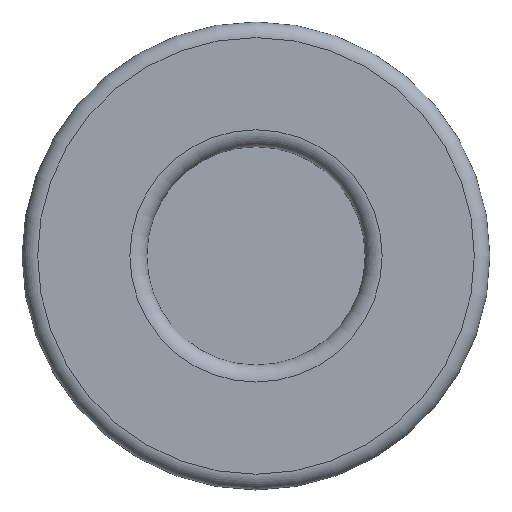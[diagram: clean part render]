
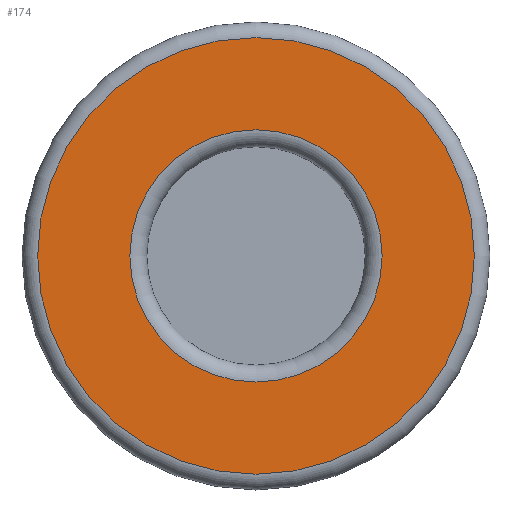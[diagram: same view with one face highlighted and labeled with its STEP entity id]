
A CAD part, top view. The second image highlights one B-rep face of the part: STEP entity #174.
In plain terms, the highlighted planar face has unit normal (0, 0, 1).
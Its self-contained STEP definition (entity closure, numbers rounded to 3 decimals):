
#16=FACE_BOUND('',#50,.T.);
#19=PLANE('',#225);
#38=FACE_OUTER_BOUND('',#49,.T.);
#49=EDGE_LOOP('',(#157,#158));
#50=EDGE_LOOP('',(#159,#160));
#52=CIRCLE('',#197,8.086);
#53=CIRCLE('',#198,8.086);
#57=CIRCLE('',#203,14.);
#58=CIRCLE('',#204,14.);
#73=VERTEX_POINT('',#296);
#74=VERTEX_POINT('',#297);
#77=VERTEX_POINT('',#306);
#78=VERTEX_POINT('',#307);
#91=EDGE_CURVE('',#73,#74,#52,.T.);
#92=EDGE_CURVE('',#74,#73,#53,.T.);
#96=EDGE_CURVE('',#77,#78,#57,.T.);
#97=EDGE_CURVE('',#78,#77,#58,.T.);
#157=ORIENTED_EDGE('',*,*,#96,.T.);
#158=ORIENTED_EDGE('',*,*,#97,.T.);
#159=ORIENTED_EDGE('',*,*,#91,.T.);
#160=ORIENTED_EDGE('',*,*,#92,.T.);
#174=ADVANCED_FACE('',(#38,#16),#19,.T.);
#197=AXIS2_PLACEMENT_3D('',#298,#231,#232);
#198=AXIS2_PLACEMENT_3D('',#299,#233,#234);
#203=AXIS2_PLACEMENT_3D('',#308,#243,#244);
#204=AXIS2_PLACEMENT_3D('',#309,#245,#246);
#225=AXIS2_PLACEMENT_3D('',#345,#290,#291);
#231=DIRECTION('center_axis',(0.,0.,-1.));
#232=DIRECTION('ref_axis',(0.,1.,0.));
#233=DIRECTION('center_axis',(0.,0.,-1.));
#234=DIRECTION('ref_axis',(0.,1.,0.));
#243=DIRECTION('center_axis',(0.,0.,1.));
#244=DIRECTION('ref_axis',(0.,-1.,0.));
#245=DIRECTION('center_axis',(0.,0.,1.));
#246=DIRECTION('ref_axis',(0.,-1.,0.));
#290=DIRECTION('center_axis',(0.,0.,1.));
#291=DIRECTION('ref_axis',(0.,-1.,0.));
#296=CARTESIAN_POINT('',(0.,8.086,7.));
#297=CARTESIAN_POINT('',(0.,-8.086,7.));
#298=CARTESIAN_POINT('Origin',(0.,0.,7.));
#299=CARTESIAN_POINT('Origin',(0.,0.,7.));
#306=CARTESIAN_POINT('',(0.,-14.,7.));
#307=CARTESIAN_POINT('',(0.,14.,7.));
#308=CARTESIAN_POINT('Origin',(0.,0.,7.));
#309=CARTESIAN_POINT('Origin',(0.,0.,7.));
#345=CARTESIAN_POINT('Origin',(15.,0.,7.));
